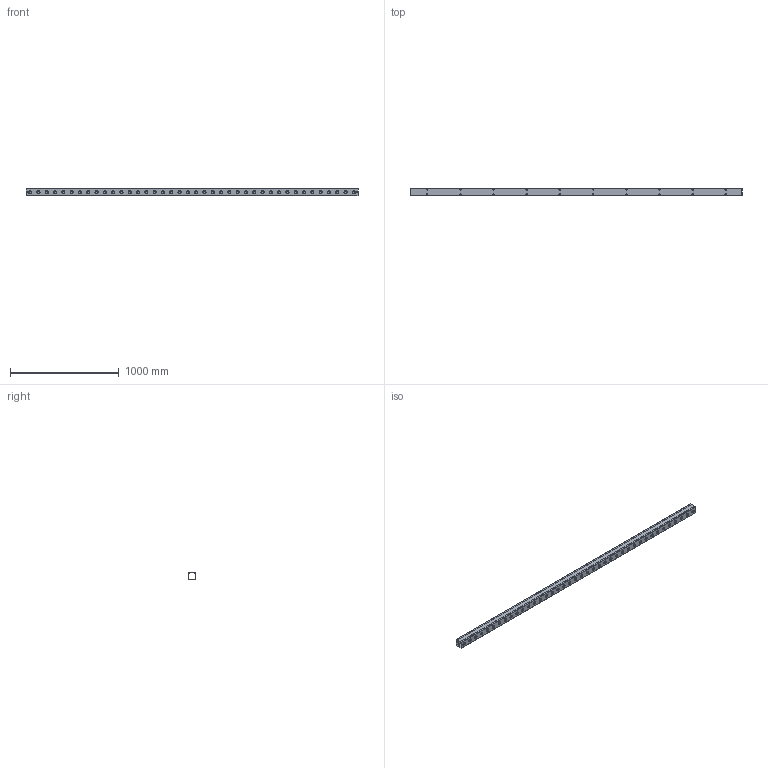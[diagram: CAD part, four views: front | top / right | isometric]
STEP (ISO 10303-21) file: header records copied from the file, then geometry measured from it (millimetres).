
FILE_DESCRIPTION(/* description */ ('WW, S, BLR, CS, 2.5X2.5X120'),/* implementation_level */ '2;1');
FILE_NAME(/* name */ 'S22120.stp',/* time_stamp */ '2017-06-23T16:08:23+06:00',/* author */ ('vdas'),/* organization */ (''),/* preprocessor_version */ 'ST-DEVELOPER v16.1',/* originating_system */ 'Autodesk Inventor 2016',/* authorisation */ '');
FILE_SCHEMA (('AUTOMOTIVE_DESIGN { 1 0 10303 214 3 1 1 }'));
Length unit declared in the file: inch
Products named in the file (4): S22120BLR; S22120LID; 372141; S22120
Assembly tree (22 placements, depth 2):
  S22120
    S22120BLR
    S22120LID
    372141  x20
Bounding box: 3048 x 68.25 x 71.69 mm (x, y, z)
Volume: 1429021.9 mm3; surface area: 1814639.5 mm2
Topology: 22 solids, 22 shells, 2108 faces, 4740 edges, 2856 vertices
Faces by surface type: plane 764, cone 540, cylinder 484, torus 280, bspline 40
Full cylindrical faces by diameter (mm): 4.089 x20, 4.595 x160, 6.35 x4, 7.938 x20, 22.225 x80, 28.575 x80
Entity records: 18493 total; most frequent: CARTESIAN_POINT 3971, DIRECTION 3050, ORIENTED_EDGE 2264, AXIS2_PLACEMENT_3D 1337, EDGE_LOOP 1182, EDGE_CURVE 1132, VERTEX_POINT 894, CIRCLE 688
